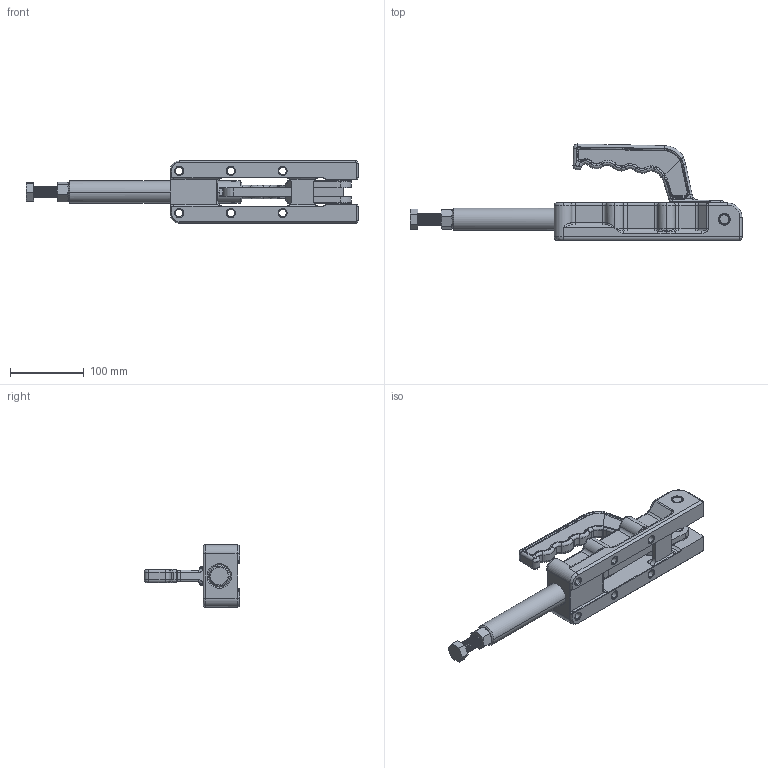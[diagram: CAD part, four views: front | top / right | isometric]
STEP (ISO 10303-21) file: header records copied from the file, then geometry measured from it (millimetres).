
FILE_DESCRIPTION (( 'STEP AP203' ), '1' );
FILE_NAME ('CH-35000.STEP', '2020-03-30T01:56:38', ( 'User' ), ( 'china' ), 'SwSTEP 2.0', 'SolidWorks 2018', '' );
FILE_SCHEMA (( 'CONFIG_CONTROL_DESIGN' ));
Length unit declared in the file: millimetre
Products named in the file (19): CH-35000鞠褒蹟邡; CH-35000; CH-35000菁釱; CH-35000鞠褒蹟譫; CH-35000酗种; CH-35000忒參党蜊; CH-35000階粣01; CH-35000蟀裝; CH-35000傻种
Assembly tree (10 placements, depth 2):
  CH-35000鞠褒蹟邡
  CH-35000
    CH-35000菁釱
    CH-35000酗种  x2
    CH-35000階粣01
    CH-35000蟀裝
    CH-35000傻种  x2
    CH-35000鞠褒蹟邡
    CH-35000鞠褒蹟譫
    CH-35000忒參党蜊
  CH-35000鞠褒蹟譫
  CH-35000菁釱
  CH-35000忒參党蜊
Bounding box: 449.12 x 129.83 x 84.49 mm (x, y, z)
Volume: 878802.6 mm3; surface area: 211983.8 mm2
Topology: 11 solids, 11 shells, 2237 faces, 5479 edges, 3275 vertices
Faces by surface type: plane 919, cylinder 544, bspline 461, cone 248, torus 65
Entity records: 75923 total; most frequent: CARTESIAN_POINT 34877, ORIENTED_EDGE 8854, DIRECTION 7375, EDGE_CURVE 4427, AXIS2_PLACEMENT_3D 2692, VERTEX_POINT 2653, LINE 1991, VECTOR 1991
